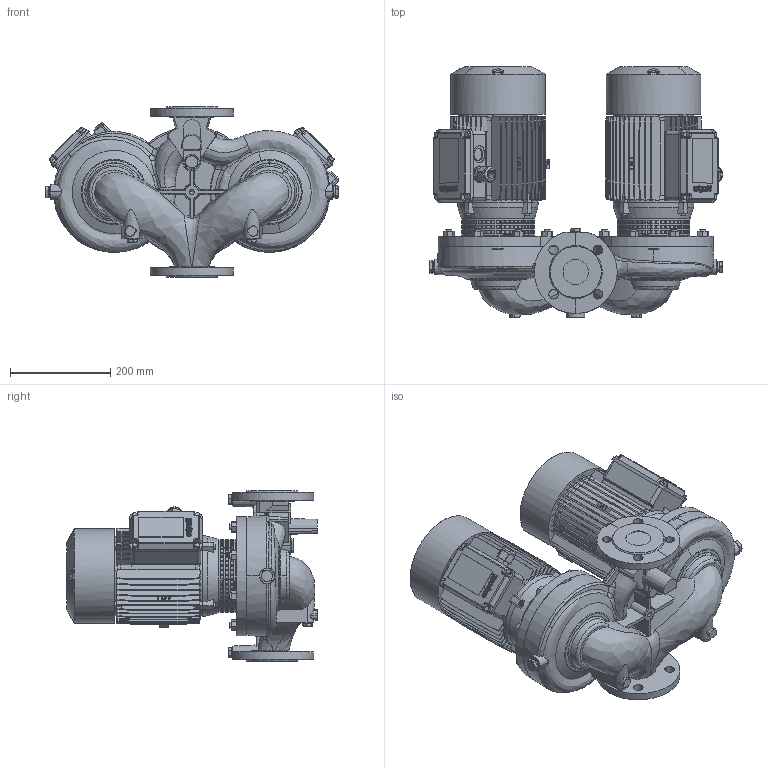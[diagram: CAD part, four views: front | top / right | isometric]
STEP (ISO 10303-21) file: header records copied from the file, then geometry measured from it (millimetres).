
FILE_DESCRIPTION (( 'STEP AP214' ), '1' );
FILE_NAME ('10008518swa00.step', '2020-04-17T15:16:00', ( '' ), ( '' ), 'SwSTEP 2.0', 'SolidWorks 2019', '' );
FILE_SCHEMA (( 'AUTOMOTIVE_DESIGN' ));
Length unit declared in the file: millimetre
Products named in the file (10): 2_66_134_SEMPLIFICATO; 4.66.634swp00_NRD 50; 10007571swp00_90 SZ VERT; 10008149swp00_3.66.530_semplificato; 10008518swa00; 90.025swp01_G14x7,5 OTTONE; 90.025swp01_G38x9 OTTONE; 10007670swn00_M25x1.5; 10008514swp00; 4.66.634swp00_Plug
Assembly tree (17 placements, depth 2):
  10008518swa00
    10008514swp00
    4.66.634swp00_NRD 50
    4.66.634swp00_Plug
    90.025swp01_G38x9 OTTONE  x2
    90.025swp01_G14x7,5 OTTONE  x4
    10008149swp00_3.66.530_semplificato  x2
    10007571swp00_90 SZ VERT  x2
    10007670swn00_M25x1.5  x2
    2_66_134_SEMPLIFICATO  x2
Bounding box: 583.95 x 499.5 x 340 mm (x, y, z)
Volume: 28010521.4 mm3; surface area: 2070646 mm2
Topology: 57 solids, 57 shells, 4784 faces, 12865 edges, 8333 vertices
Faces by surface type: plane 3163, cylinder 720, cone 479, bspline 341, torus 65, sphere 16
Entity records: 296625 total; most frequent: CARTESIAN_POINT 231955, ORIENTED_EDGE 13888, DIRECTION 12259, EDGE_CURVE 6944, VERTEX_POINT 4541, AXIS2_PLACEMENT_3D 4121, VECTOR 4017, LINE 4017
